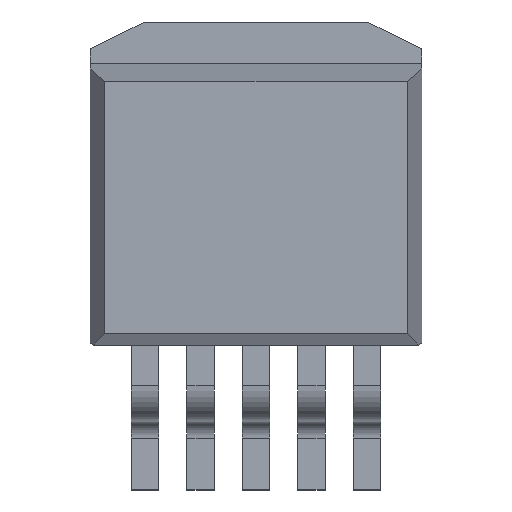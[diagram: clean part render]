
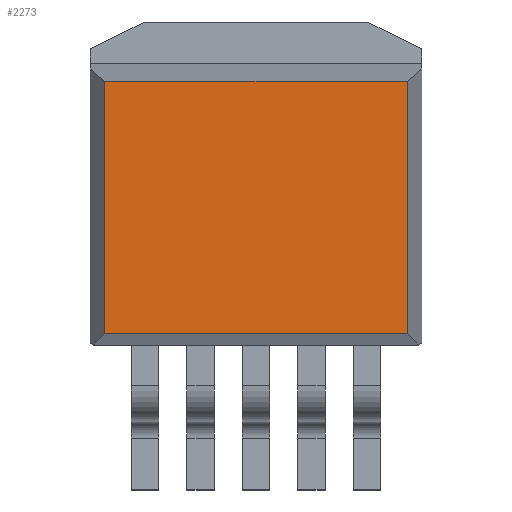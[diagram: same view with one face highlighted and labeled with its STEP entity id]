
A CAD part, top view. The second image highlights one B-rep face of the part: STEP entity #2273.
In plain terms, the highlighted planar face has unit normal (0, 0, 1).
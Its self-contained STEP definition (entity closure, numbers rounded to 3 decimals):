
#19 = ORIENTED_EDGE ( 'NONE', *, *, #953, .T. ) ;
#47 = ORIENTED_EDGE ( 'NONE', *, *, #1621, .T. ) ;
#49 = EDGE_LOOP ( 'NONE', ( #47, #2208, #1384, #19 ) ) ;
#135 = EDGE_CURVE ( 'NONE', #1500, #1193, #813, .T. ) ;
#170 = VERTEX_POINT ( 'NONE', #1615 ) ;
#194 = VECTOR ( 'NONE', #301, 1000. ) ;
#201 = CARTESIAN_POINT ( 'NONE',  ( 5.08, 4.789, 4.65 ) ) ;
#301 = DIRECTION ( 'NONE',  ( 0., 1., 0. ) ) ;
#317 = CARTESIAN_POINT ( 'NONE',  ( 0., 12.521, 4.65 ) ) ;
#424 = DIRECTION ( 'NONE',  ( 1., 0., 0. ) ) ;
#623 = VECTOR ( 'NONE', #1622, 1000. ) ;
#658 = CARTESIAN_POINT ( 'NONE',  ( 4.635, 12.521, 4.65 ) ) ;
#693 = FACE_OUTER_BOUND ( 'NONE', #49, .T. ) ;
#694 = CARTESIAN_POINT ( 'NONE',  ( -4.636, 12.521, 4.65 ) ) ;
#751 = VECTOR ( 'NONE', #424, 1000. ) ;
#813 = LINE ( 'NONE', #317, #623 ) ;
#953 = EDGE_CURVE ( 'NONE', #2599, #170, #2662, .T. ) ;
#1123 = CARTESIAN_POINT ( 'NONE',  ( 0., 0., 4.65 ) ) ;
#1193 = VERTEX_POINT ( 'NONE', #694 ) ;
#1227 = DIRECTION ( 'NONE',  ( 0., -1., 0. ) ) ;
#1355 = DIRECTION ( 'NONE',  ( 0., 0., 1. ) ) ;
#1384 = ORIENTED_EDGE ( 'NONE', *, *, #1777, .T. ) ;
#1500 = VERTEX_POINT ( 'NONE', #658 ) ;
#1553 = CARTESIAN_POINT ( 'NONE',  ( -4.636, 4.789, 4.65 ) ) ;
#1615 = CARTESIAN_POINT ( 'NONE',  ( 4.635, 4.789, 4.65 ) ) ;
#1621 = EDGE_CURVE ( 'NONE', #170, #1500, #2342, .T. ) ;
#1622 = DIRECTION ( 'NONE',  ( -1., 0., 0. ) ) ;
#1664 = CARTESIAN_POINT ( 'NONE',  ( -4.636, 0., 4.65 ) ) ;
#1762 = CARTESIAN_POINT ( 'NONE',  ( 4.635, 13.08, 4.65 ) ) ;
#1777 = EDGE_CURVE ( 'NONE', #1193, #2599, #2617, .T. ) ;
#1783 = DIRECTION ( 'NONE',  ( 1., 0., 0. ) ) ;
#2208 = ORIENTED_EDGE ( 'NONE', *, *, #135, .T. ) ;
#2273 = ADVANCED_FACE ( 'NONE', ( #693 ), #2411, .T. ) ;
#2307 = VECTOR ( 'NONE', #1227, 1000. ) ;
#2342 = LINE ( 'NONE', #1762, #194 ) ;
#2411 = PLANE ( 'NONE',  #2497 ) ;
#2497 = AXIS2_PLACEMENT_3D ( 'NONE', #1123, #1355, #1783 ) ;
#2599 = VERTEX_POINT ( 'NONE', #1553 ) ;
#2617 = LINE ( 'NONE', #1664, #2307 ) ;
#2662 = LINE ( 'NONE', #201, #751 ) ;
